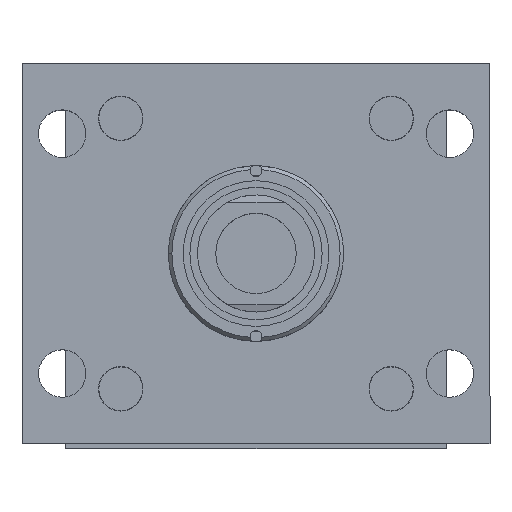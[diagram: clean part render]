
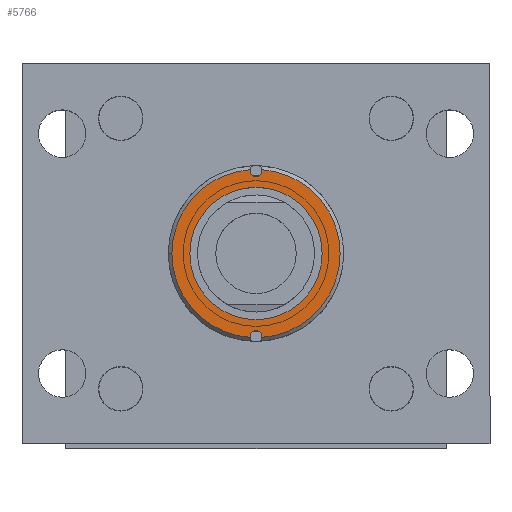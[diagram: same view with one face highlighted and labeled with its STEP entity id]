
A CAD part, top view. The second image highlights one B-rep face of the part: STEP entity #5766.
In plain terms, the highlighted planar face has unit normal (0, 0, 1).
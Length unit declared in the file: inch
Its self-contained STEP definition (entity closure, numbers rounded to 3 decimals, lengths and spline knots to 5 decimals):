
#42 = FACE_BOUND ( 'NONE', #497, .T. ) ;
#53 = DIRECTION ( 'NONE',  ( -1., 0., 0. ) ) ;
#125 = DIRECTION ( 'NONE',  ( 0., 0., -1. ) ) ;
#230 = CIRCLE ( 'NONE', #9199, 1.438 ) ;
#238 = ORIENTED_EDGE ( 'NONE', *, *, #3491, .F. ) ;
#497 = EDGE_LOOP ( 'NONE', ( #3716, #3400 ) ) ;
#567 = DIRECTION ( 'NONE',  ( 0., 0., 1. ) ) ;
#850 = CIRCLE ( 'NONE', #1220, 0.094 ) ;
#1061 = CARTESIAN_POINT ( 'NONE',  ( 19.2471, 43.8257, -2.93519 ) ) ;
#1091 = CARTESIAN_POINT ( 'NONE',  ( 18.11607, 42.4197, -2.93519 ) ) ;
#1108 = EDGE_CURVE ( 'NONE', #2142, #4611, #5533, .T. ) ;
#1170 = ORIENTED_EDGE ( 'NONE', *, *, #1189, .F. ) ;
#1189 = EDGE_CURVE ( 'NONE', #2510, #1656, #9050, .T. ) ;
#1220 = AXIS2_PLACEMENT_3D ( 'NONE', #4721, #567, #7015 ) ;
#1237 = AXIS2_PLACEMENT_3D ( 'NONE', #6358, #9570, #2398 ) ;
#1290 = AXIS2_PLACEMENT_3D ( 'NONE', #9351, #5301, #4530 ) ;
#1394 = EDGE_CURVE ( 'NONE', #10381, #2510, #1721, .T. ) ;
#1587 = PLANE ( 'NONE',  #1237 ) ;
#1656 = VERTEX_POINT ( 'NONE', #6823 ) ;
#1721 = LINE ( 'NONE', #7207, #3621 ) ;
#1774 = CARTESIAN_POINT ( 'NONE',  ( 19.2471, 42.4197, -2.93519 ) ) ;
#1782 = VERTEX_POINT ( 'NONE', #7431 ) ;
#1836 = CIRCLE ( 'NONE', #4080, 0.094 ) ;
#1888 = CARTESIAN_POINT ( 'NONE',  ( 19.2471, 42.4197, -2.93519 ) ) ;
#2091 = DIRECTION ( 'NONE',  ( -1., 0., 0. ) ) ;
#2107 = DIRECTION ( 'NONE',  ( -1., 0., 0. ) ) ;
#2142 = VERTEX_POINT ( 'NONE', #1091 ) ;
#2398 = DIRECTION ( 'NONE',  ( 1., 0., 0. ) ) ;
#2483 = VERTEX_POINT ( 'NONE', #4693 ) ;
#2502 = AXIS2_PLACEMENT_3D ( 'NONE', #2840, #4450, #2091 ) ;
#2510 = VERTEX_POINT ( 'NONE', #5871 ) ;
#2665 = EDGE_CURVE ( 'NONE', #1782, #9602, #230, .T. ) ;
#2748 = EDGE_CURVE ( 'NONE', #7024, #1782, #10339, .T. ) ;
#2840 = CARTESIAN_POINT ( 'NONE',  ( 19.2471, 42.4197, -2.93519 ) ) ;
#3400 = ORIENTED_EDGE ( 'NONE', *, *, #7280, .T. ) ;
#3491 = EDGE_CURVE ( 'NONE', #2483, #8217, #850, .T. ) ;
#3540 = VECTOR ( 'NONE', #7650, 39.37008 ) ;
#3621 = VECTOR ( 'NONE', #5603, 39.37008 ) ;
#3679 = DIRECTION ( 'NONE',  ( 0., 1., 0. ) ) ;
#3716 = ORIENTED_EDGE ( 'NONE', *, *, #1108, .T. ) ;
#3738 = CARTESIAN_POINT ( 'NONE',  ( 19.1531, 43.55073, -2.93519 ) ) ;
#3815 = ORIENTED_EDGE ( 'NONE', *, *, #2665, .F. ) ;
#3990 = AXIS2_PLACEMENT_3D ( 'NONE', #1774, #125, #53 ) ;
#4075 = ORIENTED_EDGE ( 'NONE', *, *, #6773, .T. ) ;
#4080 = AXIS2_PLACEMENT_3D ( 'NONE', #1061, #5973, #6712 ) ;
#4108 = EDGE_CURVE ( 'NONE', #4719, #10381, #1836, .T. ) ;
#4210 = EDGE_LOOP ( 'NONE', ( #238, #4075, #1170, #6529, #5732, #8161, #3815, #10440, #4286 ) ) ;
#4286 = ORIENTED_EDGE ( 'NONE', *, *, #7652, .F. ) ;
#4346 = DIRECTION ( 'NONE',  ( 0., 0., -1. ) ) ;
#4450 = DIRECTION ( 'NONE',  ( 0., 0., -1. ) ) ;
#4473 = DIRECTION ( 'NONE',  ( 0., -1., 0. ) ) ;
#4530 = DIRECTION ( 'NONE',  ( -1., 0., 0. ) ) ;
#4611 = VERTEX_POINT ( 'NONE', #5715 ) ;
#4693 = CARTESIAN_POINT ( 'NONE',  ( 19.3411, 41.0137, -2.93519 ) ) ;
#4719 = VERTEX_POINT ( 'NONE', #9954 ) ;
#4721 = CARTESIAN_POINT ( 'NONE',  ( 19.2471, 41.0137, -2.93519 ) ) ;
#5301 = DIRECTION ( 'NONE',  ( 0., 0., -1. ) ) ;
#5334 = CARTESIAN_POINT ( 'NONE',  ( 19.1531, 43.55073, -2.93519 ) ) ;
#5459 = VECTOR ( 'NONE', #4473, 39.37008 ) ;
#5533 = CIRCLE ( 'NONE', #1290, 1.13104 ) ;
#5603 = DIRECTION ( 'NONE',  ( 0., 1., 0. ) ) ;
#5715 = CARTESIAN_POINT ( 'NONE',  ( 20.37814, 42.4197, -2.93519 ) ) ;
#5732 = ORIENTED_EDGE ( 'NONE', *, *, #4108, .F. ) ;
#5766 = ADVANCED_FACE ( 'NONE', ( #42, #9115 ), #1587, .T. ) ;
#5871 = CARTESIAN_POINT ( 'NONE',  ( 19.3411, 43.85462, -2.93519 ) ) ;
#5953 = DIRECTION ( 'NONE',  ( -1., 0., 0. ) ) ;
#5973 = DIRECTION ( 'NONE',  ( 0., 0., 1. ) ) ;
#6046 = CARTESIAN_POINT ( 'NONE',  ( 19.3411, 43.55073, -2.93519 ) ) ;
#6358 = CARTESIAN_POINT ( 'NONE',  ( 19.2471, 43.55073, -2.93519 ) ) ;
#6529 = ORIENTED_EDGE ( 'NONE', *, *, #1394, .F. ) ;
#6712 = DIRECTION ( 'NONE',  ( 1., 0., 0. ) ) ;
#6773 = EDGE_CURVE ( 'NONE', #2483, #1656, #8222, .T. ) ;
#6823 = CARTESIAN_POINT ( 'NONE',  ( 19.3411, 40.98477, -2.93519 ) ) ;
#6955 = CARTESIAN_POINT ( 'NONE',  ( 19.3411, 43.8257, -2.93519 ) ) ;
#7015 = DIRECTION ( 'NONE',  ( 1., 0., 0. ) ) ;
#7024 = VERTEX_POINT ( 'NONE', #9614 ) ;
#7081 = CIRCLE ( 'NONE', #3990, 1.13104 ) ;
#7207 = CARTESIAN_POINT ( 'NONE',  ( 19.3411, 43.55073, -2.93519 ) ) ;
#7280 = EDGE_CURVE ( 'NONE', #4611, #2142, #7081, .T. ) ;
#7431 = CARTESIAN_POINT ( 'NONE',  ( 17.8091, 42.4197, -2.93519 ) ) ;
#7615 = EDGE_CURVE ( 'NONE', #4719, #9602, #8594, .T. ) ;
#7650 = DIRECTION ( 'NONE',  ( 0., -1., 0. ) ) ;
#7652 = EDGE_CURVE ( 'NONE', #8217, #7024, #9345, .T. ) ;
#7741 = CARTESIAN_POINT ( 'NONE',  ( 19.1531, 41.0137, -2.93519 ) ) ;
#8161 = ORIENTED_EDGE ( 'NONE', *, *, #7615, .T. ) ;
#8217 = VERTEX_POINT ( 'NONE', #7741 ) ;
#8222 = LINE ( 'NONE', #6046, #5459 ) ;
#8470 = VECTOR ( 'NONE', #3679, 39.37008 ) ;
#8594 = LINE ( 'NONE', #5334, #8470 ) ;
#8913 = AXIS2_PLACEMENT_3D ( 'NONE', #10198, #10057, #2107 ) ;
#9050 = CIRCLE ( 'NONE', #8913, 1.438 ) ;
#9115 = FACE_OUTER_BOUND ( 'NONE', #4210, .T. ) ;
#9199 = AXIS2_PLACEMENT_3D ( 'NONE', #1888, #4346, #5953 ) ;
#9345 = LINE ( 'NONE', #3738, #3540 ) ;
#9351 = CARTESIAN_POINT ( 'NONE',  ( 19.2471, 42.4197, -2.93519 ) ) ;
#9570 = DIRECTION ( 'NONE',  ( 0., 0., 1. ) ) ;
#9602 = VERTEX_POINT ( 'NONE', #10047 ) ;
#9614 = CARTESIAN_POINT ( 'NONE',  ( 19.1531, 40.98477, -2.93519 ) ) ;
#9954 = CARTESIAN_POINT ( 'NONE',  ( 19.1531, 43.8257, -2.93519 ) ) ;
#10047 = CARTESIAN_POINT ( 'NONE',  ( 19.1531, 43.85462, -2.93519 ) ) ;
#10057 = DIRECTION ( 'NONE',  ( 0., 0., -1. ) ) ;
#10198 = CARTESIAN_POINT ( 'NONE',  ( 19.2471, 42.4197, -2.93519 ) ) ;
#10339 = CIRCLE ( 'NONE', #2502, 1.438 ) ;
#10381 = VERTEX_POINT ( 'NONE', #6955 ) ;
#10440 = ORIENTED_EDGE ( 'NONE', *, *, #2748, .F. ) ;
